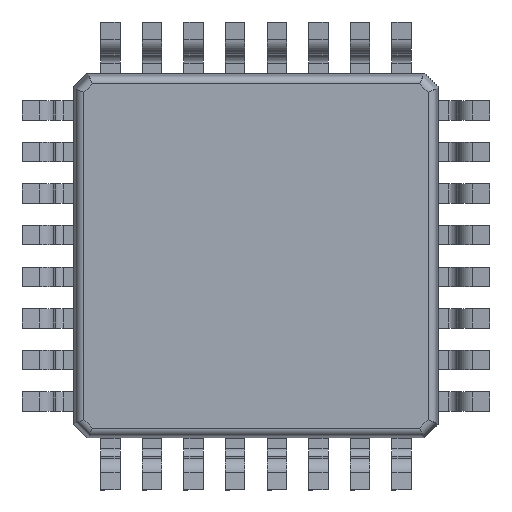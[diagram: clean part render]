
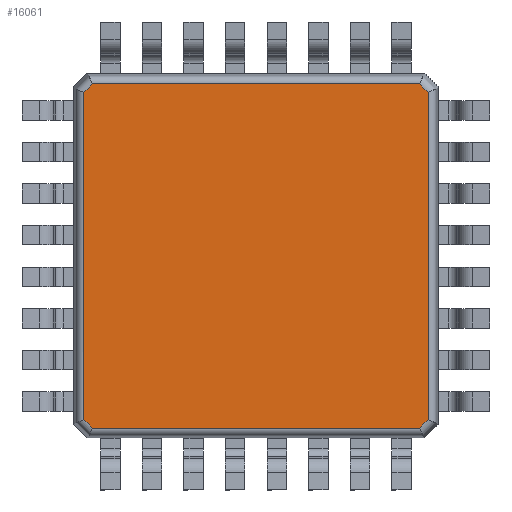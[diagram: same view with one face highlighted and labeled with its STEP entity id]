
A CAD part, front view. The second image highlights one B-rep face of the part: STEP entity #16061.
In plain terms, the highlighted planar face has unit normal (0, -1, 0).
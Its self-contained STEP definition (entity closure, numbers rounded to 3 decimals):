
#150 = VERTEX_POINT ( 'NONE', #4260 ) ;
#579 = CARTESIAN_POINT ( 'NONE',  ( 3.147, 0.15, -3.312 ) ) ;
#731 = VECTOR ( 'NONE', #5428, 1000. ) ;
#1545 = CARTESIAN_POINT ( 'NONE',  ( 3.147, 0.15, 3.312 ) ) ;
#2225 = CARTESIAN_POINT ( 'NONE',  ( 0., 0.15, 3.312 ) ) ;
#2827 = CARTESIAN_POINT ( 'NONE',  ( -3.312, 0.15, 0. ) ) ;
#3573 = EDGE_CURVE ( 'NONE', #16728, #13974, #11953, .T. ) ;
#3801 = ORIENTED_EDGE ( 'NONE', *, *, #15580, .T. ) ;
#4242 = CARTESIAN_POINT ( 'NONE',  ( -3.147, 0.15, 3.312 ) ) ;
#4260 = CARTESIAN_POINT ( 'NONE',  ( -3.312, 0.15, 3.147 ) ) ;
#4785 = DIRECTION ( 'NONE',  ( 0., 0., -1. ) ) ;
#4970 = LINE ( 'NONE', #18921, #18015 ) ;
#5023 = CARTESIAN_POINT ( 'NONE',  ( 3.312, 0.15, 3.147 ) ) ;
#5428 = DIRECTION ( 'NONE',  ( -1., 0., 0. ) ) ;
#5527 = CARTESIAN_POINT ( 'NONE',  ( 3.312, 0.15, -3.147 ) ) ;
#5718 = CARTESIAN_POINT ( 'NONE',  ( -3.312, 0.15, -3.147 ) ) ;
#5792 = VERTEX_POINT ( 'NONE', #5527 ) ;
#6514 = CARTESIAN_POINT ( 'NONE',  ( -3.147, 0.15, 3.312 ) ) ;
#6817 = EDGE_CURVE ( 'NONE', #5792, #15719, #16627, .T. ) ;
#6826 = DIRECTION ( 'NONE',  ( 0.707, 0., 0.707 ) ) ;
#6992 = VERTEX_POINT ( 'NONE', #6514 ) ;
#7255 = CARTESIAN_POINT ( 'NONE',  ( 0., 0.15, -3.312 ) ) ;
#8390 = CARTESIAN_POINT ( 'NONE',  ( 0., 0.15, 0. ) ) ;
#8682 = ORIENTED_EDGE ( 'NONE', *, *, #8799, .T. ) ;
#8799 = EDGE_CURVE ( 'NONE', #150, #16728, #19085, .T. ) ;
#8888 = DIRECTION ( 'NONE',  ( -0.707, 0., 0.707 ) ) ;
#8923 = VERTEX_POINT ( 'NONE', #579 ) ;
#9107 = VERTEX_POINT ( 'NONE', #1545 ) ;
#9150 = DIRECTION ( 'NONE',  ( -0.707, 0., -0.707 ) ) ;
#10558 = VECTOR ( 'NONE', #16309, 1000. ) ;
#11232 = EDGE_CURVE ( 'NONE', #8923, #5792, #4970, .T. ) ;
#11900 = PLANE ( 'NONE',  #12834 ) ;
#11953 = LINE ( 'NONE', #13870, #13654 ) ;
#11955 = ORIENTED_EDGE ( 'NONE', *, *, #14547, .T. ) ;
#12045 = DIRECTION ( 'NONE',  ( 0.707, 0., -0.707 ) ) ;
#12104 = FACE_OUTER_BOUND ( 'NONE', #19716, .T. ) ;
#12562 = CARTESIAN_POINT ( 'NONE',  ( -3.147, 0.15, -3.312 ) ) ;
#12834 = AXIS2_PLACEMENT_3D ( 'NONE', #8390, #20760, #4785 ) ;
#13654 = VECTOR ( 'NONE', #12045, 1000. ) ;
#13780 = DIRECTION ( 'NONE',  ( 0., 0., -1. ) ) ;
#13870 = CARTESIAN_POINT ( 'NONE',  ( -3.312, 0.15, -3.147 ) ) ;
#13974 = VERTEX_POINT ( 'NONE', #12562 ) ;
#13978 = ORIENTED_EDGE ( 'NONE', *, *, #3573, .T. ) ;
#14080 = VECTOR ( 'NONE', #9150, 1000. ) ;
#14181 = LINE ( 'NONE', #5023, #22091 ) ;
#14547 = EDGE_CURVE ( 'NONE', #6992, #150, #17938, .T. ) ;
#15180 = ORIENTED_EDGE ( 'NONE', *, *, #20204, .T. ) ;
#15567 = ORIENTED_EDGE ( 'NONE', *, *, #6817, .T. ) ;
#15580 = EDGE_CURVE ( 'NONE', #13974, #8923, #18396, .T. ) ;
#15719 = VERTEX_POINT ( 'NONE', #20436 ) ;
#16061 = ADVANCED_FACE ( 'NONE', ( #12104 ), #11900, .T. ) ;
#16309 = DIRECTION ( 'NONE',  ( 1., 0., 0. ) ) ;
#16608 = EDGE_CURVE ( 'NONE', #15719, #9107, #14181, .T. ) ;
#16627 = LINE ( 'NONE', #18499, #17289 ) ;
#16728 = VERTEX_POINT ( 'NONE', #5718 ) ;
#17289 = VECTOR ( 'NONE', #22042, 1000. ) ;
#17830 = VECTOR ( 'NONE', #13780, 1000. ) ;
#17938 = LINE ( 'NONE', #4242, #14080 ) ;
#18015 = VECTOR ( 'NONE', #6826, 1000. ) ;
#18194 = LINE ( 'NONE', #2225, #731 ) ;
#18396 = LINE ( 'NONE', #7255, #10558 ) ;
#18499 = CARTESIAN_POINT ( 'NONE',  ( 3.312, 0.15, 0. ) ) ;
#18921 = CARTESIAN_POINT ( 'NONE',  ( 3.147, 0.15, -3.312 ) ) ;
#19085 = LINE ( 'NONE', #2827, #17830 ) ;
#19716 = EDGE_LOOP ( 'NONE', ( #15180, #11955, #8682, #13978, #3801, #21050, #15567, #21920 ) ) ;
#20204 = EDGE_CURVE ( 'NONE', #9107, #6992, #18194, .T. ) ;
#20436 = CARTESIAN_POINT ( 'NONE',  ( 3.312, 0.15, 3.147 ) ) ;
#20760 = DIRECTION ( 'NONE',  ( 0., -1., 0. ) ) ;
#21050 = ORIENTED_EDGE ( 'NONE', *, *, #11232, .T. ) ;
#21920 = ORIENTED_EDGE ( 'NONE', *, *, #16608, .T. ) ;
#22042 = DIRECTION ( 'NONE',  ( 0., 0., 1. ) ) ;
#22091 = VECTOR ( 'NONE', #8888, 1000. ) ;
